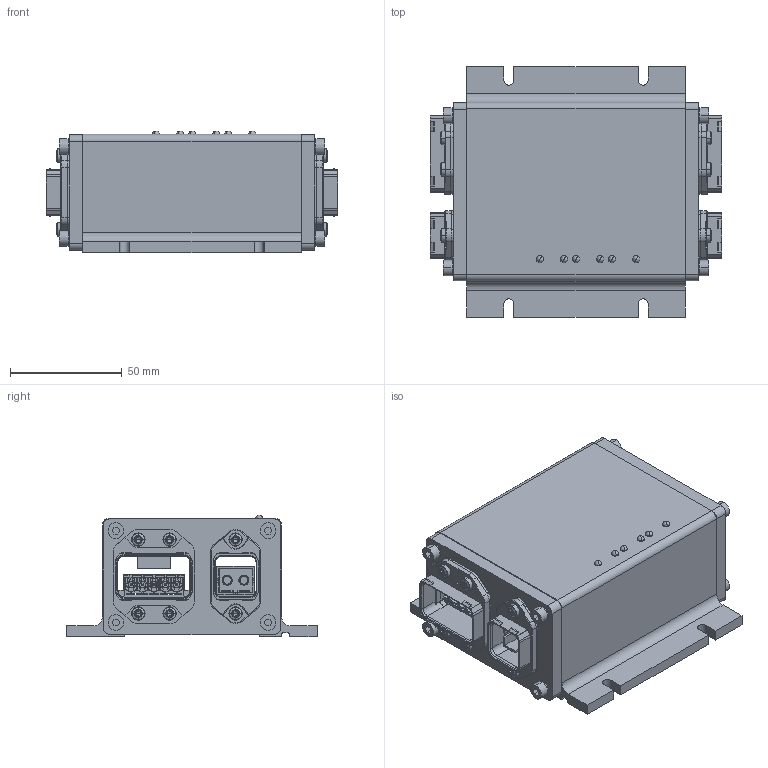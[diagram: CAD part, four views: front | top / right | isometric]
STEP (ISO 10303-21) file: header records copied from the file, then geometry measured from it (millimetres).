
FILE_DESCRIPTION(('CATIA V5 STEP Exchange','CAx-IF Rec.Pracs.--- Model Styling and Organization---1.4--- 2014-01-23'),'2;1');
FILE_NAME ('009958-3_1', '2019-09-16T08:21:36+00:00', ('none'), ('Weidmueller'), 'CATIA Version 5-6 Release 2016 SP3 HF44', 'CATIA V5 STEP AP214', 'none');
FILE_SCHEMA(('AUTOMOTIVE_DESIGN { 1 0 10303 214 1 1 1 1 }'));
Products named in the file (1): 1253240000
Bounding box: 130.2 x 112 x 54.5 mm (x, y, z)
Volume: 215267.3 mm3; surface area: 133827.4 mm2
Topology: 50 solids, 50 shells, 3736 faces, 10134 edges, 6629 vertices
Faces by surface type: plane 1829, cylinder 1165, bspline 298, cone 198, torus 96, sphere 82, extrusion 68
Entity records: 128439 total; most frequent: CARTESIAN_POINT 41890, ORIENTED_EDGE 20180, DIRECTION 13783, EDGE_CURVE 10090, VERTEX_POINT 6629, VECTOR 5657, LINE 5589, AXIS2_PLACEMENT_3D 5142
